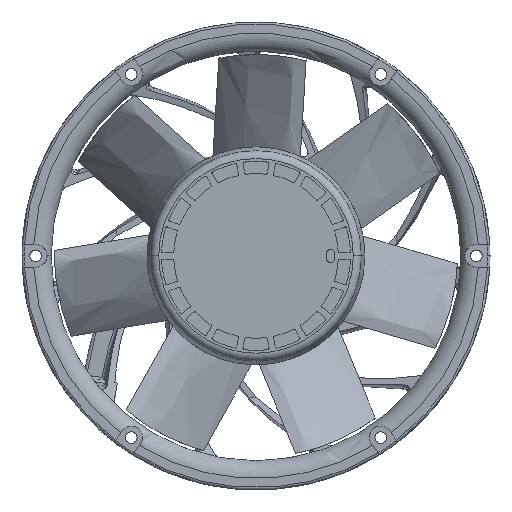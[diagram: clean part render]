
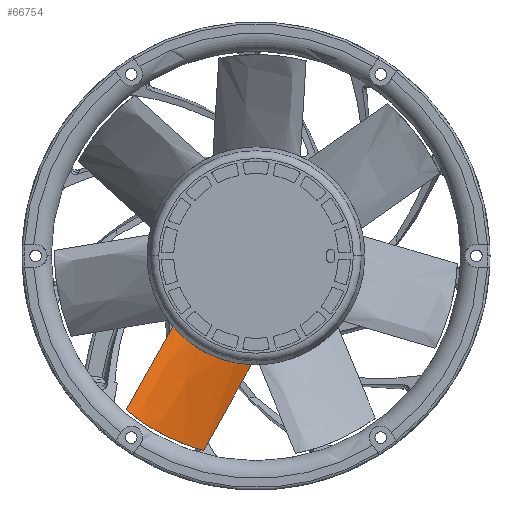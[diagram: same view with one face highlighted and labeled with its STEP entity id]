
A CAD part, top view. The second image highlights one B-rep face of the part: STEP entity #66754.
In plain terms, the highlighted face is a extrusion surface.
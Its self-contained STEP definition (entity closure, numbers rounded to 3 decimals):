
#63284=CARTESIAN_POINT('',(-1.673,-39.965,
-32.464));
#63285=CARTESIAN_POINT('',(-2.896,-39.914,
-30.853));
#63286=CARTESIAN_POINT('',(-5.356,-39.696,
-27.916));
#63287=CARTESIAN_POINT('',(-8.894,-39.052,
-24.291));
#63288=CARTESIAN_POINT('',(-12.205,-38.141,
-21.267));
#63289=CARTESIAN_POINT('',(-15.216,-37.035,
-18.718));
#63290=CARTESIAN_POINT('',(-17.903,-35.807,
-16.536));
#63291=CARTESIAN_POINT('',(-20.29,-34.505,
-14.605));
#63292=CARTESIAN_POINT('',(-22.429,-33.151,
-12.898));
#63293=CARTESIAN_POINT('',(-24.406,-31.72,
-11.56));
#63294=CARTESIAN_POINT('',(-26.166,-30.281,
-10.698));
#63295=CARTESIAN_POINT('',(-27.741,-28.842,
-10.285));
#63296=CARTESIAN_POINT('',(-29.164,-27.402,
-10.266));
#63297=CARTESIAN_POINT('',(-30.082,-26.374,
-10.504));
#63298=CARTESIAN_POINT('',(-30.526,-25.849,
-10.686));
#63428=CARTESIAN_POINT('',(-47.68,-56.592,
-0.927));
#63429=CARTESIAN_POINT('',(-47.224,-56.976,
-0.791));
#63430=CARTESIAN_POINT('',(-46.298,-57.737,
-0.616));
#63431=CARTESIAN_POINT('',(-44.842,-58.876,
-0.663));
#63432=CARTESIAN_POINT('',(-43.366,-59.971,
-1.022));
#63433=CARTESIAN_POINT('',(-41.918,-60.991,
-1.64));
#63434=CARTESIAN_POINT('',(-40.519,-61.928,
-2.447));
#63435=CARTESIAN_POINT('',(-39.227,-62.753,
-3.335));
#63436=CARTESIAN_POINT('',(-37.95,-63.534,
-4.304));
#63437=CARTESIAN_POINT('',(-36.548,-64.353,
-5.432));
#63438=CARTESIAN_POINT('',(-34.961,-65.229,
-6.714));
#63439=CARTESIAN_POINT('',(-33.268,-66.11,
-8.089));
#63440=CARTESIAN_POINT('',(-31.534,-66.954,
-9.526));
#63441=CARTESIAN_POINT('',(-29.773,-67.756,
-11.034));
#63442=CARTESIAN_POINT('',(-27.983,-68.514,
-12.637));
#63443=CARTESIAN_POINT('',(-26.173,-69.226,
-14.355));
#63444=CARTESIAN_POINT('',(-24.345,-69.89,
-16.22));
#63445=CARTESIAN_POINT('',(-22.545,-70.49,
-18.216));
#63446=CARTESIAN_POINT('',(-20.819,-71.018,
-20.316));
#63447=CARTESIAN_POINT('',(-19.756,-71.316,
-21.744));
#63448=CARTESIAN_POINT('',(-19.243,-71.454,
-22.468));
#63656=DIRECTION('',(0.47,0.842,-0.267));
#63657=VECTOR('',#63656,37.419);
#63658=CARTESIAN_POINT('',(-19.243,-71.454,
-22.468));
#63659=LINE('',#63658,#63657);
#63676=DIRECTION('',(-0.47,-0.842,0.267));
#63677=VECTOR('',#63676,36.533);
#63678=CARTESIAN_POINT('',(-30.526,-25.849,
-10.686));
#63679=LINE('',#63678,#63677);
#66123=VERTEX_POINT('',#63284);
#66124=VERTEX_POINT('',#63298);
#66143=VERTEX_POINT('',#63428);
#66144=VERTEX_POINT('',#63448);
#66732=CARTESIAN_POINT('',(-6.439,-48.997,
-29.956));
#66733=CARTESIAN_POINT('',(-6.495,-48.934,
-29.856));
#66734=CARTESIAN_POINT('',(-8.854,-46.288,
-25.668));
#66735=CARTESIAN_POINT('',(-13.402,-42.135,
-20.578));
#66736=CARTESIAN_POINT('',(-20.802,-36.037,
-14.375));
#66737=CARTESIAN_POINT('',(-26.203,-31.6,
-9.891));
#66738=CARTESIAN_POINT('',(-30.605,-29.052,
-9.604));
#66739=CARTESIAN_POINT('',(-32.178,-28.276,
-9.924));
#66740=CARTESIAN_POINT('',(-32.296,-28.219,
-9.951));
#66742=DIRECTION('',(-0.47,-0.842,0.267));
#66743=VECTOR('',#66742,1.);
#66744=SURFACE_OF_LINEAR_EXTRUSION('',#66741,#66743);
#66746=ORIENTED_EDGE('',*,*,#66745,.F.);
#66748=ORIENTED_EDGE('',*,*,#66747,.F.);
#66749=ORIENTED_EDGE('',*,*,#66723,.F.);
#66751=ORIENTED_EDGE('',*,*,#66750,.F.);
#66752=EDGE_LOOP('',(#66746,#66748,#66749,#66751));
#66753=FACE_OUTER_BOUND('',#66752,.F.);
#66754=ADVANCED_FACE('',(#66753),#66744,.T.);
#63299=B_SPLINE_CURVE_WITH_KNOTS('',3,(#63284,#63285,#63286,#63287,#63288,
#63289,#63290,#63291,#63292,#63293,#63294,#63295,#63296,#63297,#63298),
.UNSPECIFIED.,.F.,.F.,(4,1,1,1,1,1,1,1,1,1,1,1,4),(0.,0.083,
0.167,0.25,0.333,0.417,0.5,
0.583,0.667,0.75,0.833,0.917,
1.),.UNSPECIFIED.);
#63449=B_SPLINE_CURVE_WITH_KNOTS('',3,(#63428,#63429,#63430,#63431,#63432,
#63433,#63434,#63435,#63436,#63437,#63438,#63439,#63440,#63441,#63442,#63443,
#63444,#63445,#63446,#63447,#63448),.UNSPECIFIED.,.F.,.F.,(4,1,1,1,1,1,1,1,1,1,
1,1,1,1,1,1,1,1,4),(0.,0.056,0.111,0.167,
0.222,0.278,0.333,0.389,
0.444,0.5,0.556,0.611,0.667,
0.722,0.778,0.833,0.889,
0.944,1.),.UNSPECIFIED.);
#66723=EDGE_CURVE('',#66123,#66124,#63299,.T.);
#66741=B_SPLINE_CURVE_WITH_KNOTS('',3,(#66732,#66733,#66734,#66735,#66736,
#66737,#66738,#66739,#66740),.UNSPECIFIED.,.F.,.F.,(4,1,1,1,1,1,4),(0.,
0.009,0.392,0.615,0.875,
0.991,1.),.UNSPECIFIED.);
#66745=EDGE_CURVE('',#66143,#66144,#63449,.T.);
#66747=EDGE_CURVE('',#66124,#66143,#63679,.T.);
#66750=EDGE_CURVE('',#66144,#66123,#63659,.T.);
